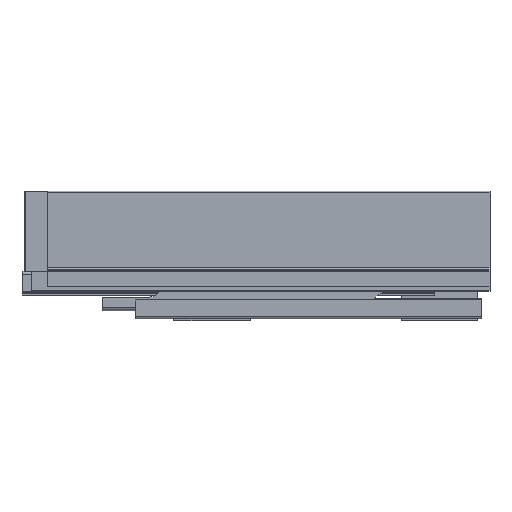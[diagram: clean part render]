
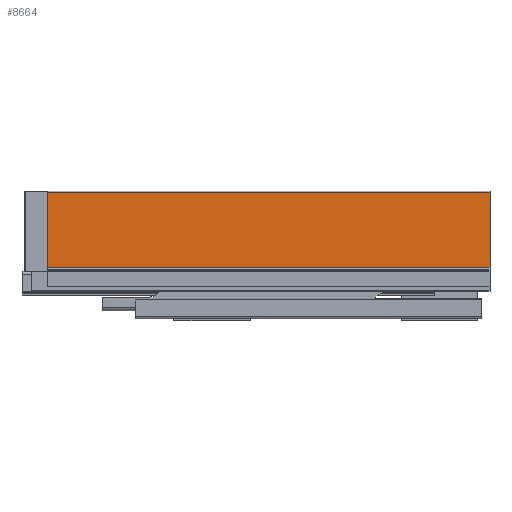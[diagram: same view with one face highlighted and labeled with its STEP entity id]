
A CAD part, top view. The second image highlights one B-rep face of the part: STEP entity #8664.
In plain terms, the highlighted planar face has unit normal (0, 0, 1).
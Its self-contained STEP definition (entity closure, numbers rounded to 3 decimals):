
#211 = VERTEX_POINT ( 'NONE', #8714 ) ;
#335 = VECTOR ( 'NONE', #3606, 1000. ) ;
#467 = DIRECTION ( 'NONE',  ( 0., -1., 0. ) ) ;
#762 = LINE ( 'NONE', #3654, #2114 ) ;
#1243 = CARTESIAN_POINT ( 'NONE',  ( 0., 84., 14. ) ) ;
#1835 = VERTEX_POINT ( 'NONE', #1243 ) ;
#2083 = DIRECTION ( 'NONE',  ( 0., -1., 0. ) ) ;
#2114 = VECTOR ( 'NONE', #8658, 1000. ) ;
#2439 = EDGE_CURVE ( 'NONE', #7356, #211, #762, .T. ) ;
#2544 = CARTESIAN_POINT ( 'NONE',  ( -375.5, 20.5, 14. ) ) ;
#2677 = CARTESIAN_POINT ( 'NONE',  ( -392., 84., 14. ) ) ;
#2778 = CARTESIAN_POINT ( 'NONE',  ( -375.5, 84., 14. ) ) ;
#3203 = VERTEX_POINT ( 'NONE', #2778 ) ;
#3606 = DIRECTION ( 'NONE',  ( 1., 0., 0. ) ) ;
#3654 = CARTESIAN_POINT ( 'NONE',  ( 0., 20.5, 14. ) ) ;
#3950 = DIRECTION ( 'NONE',  ( 0., 0., 1. ) ) ;
#4691 = PLANE ( 'NONE',  #7778 ) ;
#4787 = ORIENTED_EDGE ( 'NONE', *, *, #8317, .T. ) ;
#5053 = CARTESIAN_POINT ( 'NONE',  ( -392., 84., 14. ) ) ;
#5592 = CARTESIAN_POINT ( 'NONE',  ( 0., 84., 14. ) ) ;
#5646 = VECTOR ( 'NONE', #467, 1000. ) ;
#5763 = ORIENTED_EDGE ( 'NONE', *, *, #9171, .F. ) ;
#6375 = LINE ( 'NONE', #7835, #6403 ) ;
#6403 = VECTOR ( 'NONE', #2083, 1000. ) ;
#6763 = ORIENTED_EDGE ( 'NONE', *, *, #2439, .T. ) ;
#6998 = LINE ( 'NONE', #5592, #5646 ) ;
#7356 = VERTEX_POINT ( 'NONE', #2544 ) ;
#7673 = EDGE_CURVE ( 'NONE', #1835, #211, #6998, .T. ) ;
#7701 = EDGE_LOOP ( 'NONE', ( #5763, #4787, #6763, #8868 ) ) ;
#7778 = AXIS2_PLACEMENT_3D ( 'NONE', #2677, #3950, #8387 ) ;
#7835 = CARTESIAN_POINT ( 'NONE',  ( -375.5, 84., 14. ) ) ;
#7859 = LINE ( 'NONE', #5053, #335 ) ;
#8317 = EDGE_CURVE ( 'NONE', #3203, #7356, #6375, .T. ) ;
#8387 = DIRECTION ( 'NONE',  ( 0., -1., 0. ) ) ;
#8658 = DIRECTION ( 'NONE',  ( 1., 0., 0. ) ) ;
#8664 = ADVANCED_FACE ( 'NONE', ( #9089 ), #4691, .T. ) ;
#8714 = CARTESIAN_POINT ( 'NONE',  ( 0., 20.5, 14. ) ) ;
#8868 = ORIENTED_EDGE ( 'NONE', *, *, #7673, .F. ) ;
#9089 = FACE_OUTER_BOUND ( 'NONE', #7701, .T. ) ;
#9171 = EDGE_CURVE ( 'NONE', #3203, #1835, #7859, .T. ) ;
